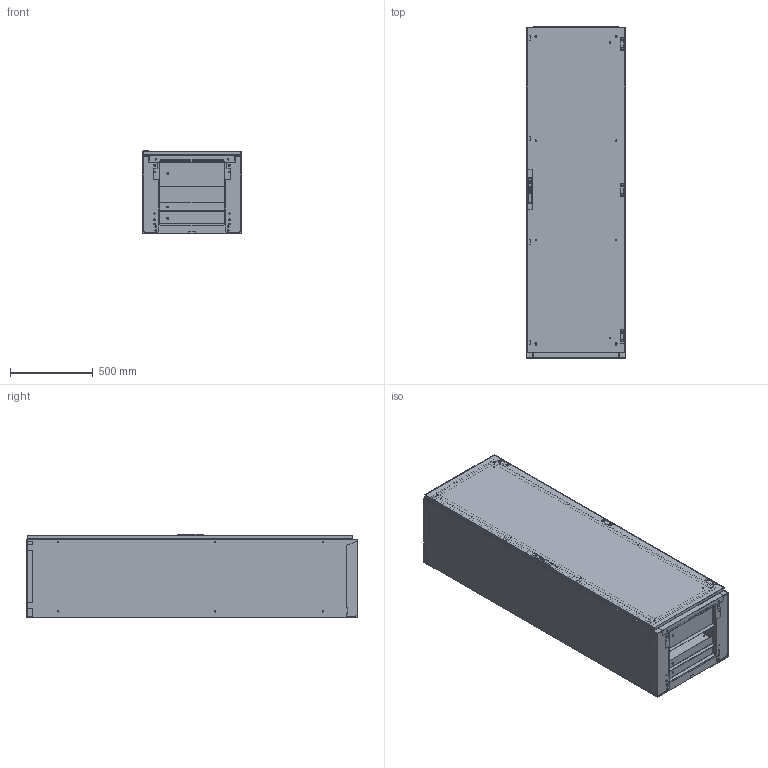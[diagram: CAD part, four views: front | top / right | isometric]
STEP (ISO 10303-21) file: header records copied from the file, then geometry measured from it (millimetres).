
FILE_DESCRIPTION (( 'STEP AP214' ), '1' );
FILE_NAME ('0390-6020-50-17.STEP', '2014-12-03T11:08:08', ( '' ), ( '' ), 'SwSTEP 2.0', 'SolidWorks 2014', '' );
FILE_SCHEMA (( 'AUTOMOTIVE_DESIGN' ));
Length unit declared in the file: millimetre
Products named in the file (19): 0390-6020-50-17; Bodenplatte vorne 0395 f黵 0390 (Modell) B600; Tragschiene oben rechts (Modell) T500; Montageplatte kpl 0348 (Modell) B600H2000; Arretierwinkel kpl rechts (Modell) 600; Arretierwinkel kpl links (Modell) 600; Rasthalterung kpl rechts (Modell) 600; Rasthalterung kpl links (Modell) 600; Montageplatte 0348 (Modell) B600H2000; Tragschiene oben links (Modell) T500; Dachwinkel vorn-hinten (Modell) B600; Tragschiene unten links (Modell) T500; Dachplatte 0390 (Modell) B600T500; Bodenblech vorn-hinten (Modell) B600; Tuere 0395 (Modell) B600H2000; Bodenplatte hinten 0395 f黵 0390 (Modell) B600; Tragschiene unten rechts (Modell) T500; Abwicklung kpl (Modell) B600H2000T500; Bodenplatte mitte 0395 f黵 0390 (Modell) B600
Assembly tree (18 placements, depth 3):
  0390-6020-50-17
    Abwicklung kpl (Modell) B600H2000T500
    Tragschiene unten rechts (Modell) T500
    Tuere 0395 (Modell) B600H2000
    Bodenblech vorn-hinten (Modell) B600
    Dachplatte 0390 (Modell) B600T500
    Tragschiene unten links (Modell) T500
    Dachwinkel vorn-hinten (Modell) B600
    Tragschiene oben links (Modell) T500
    Montageplatte kpl 0348 (Modell) B600H2000
      Montageplatte 0348 (Modell) B600H2000
      Rasthalterung kpl links (Modell) 600
      Rasthalterung kpl rechts (Modell) 600
      Arretierwinkel kpl links (Modell) 600
      Arretierwinkel kpl rechts (Modell) 600
    Tragschiene oben rechts (Modell) T500
    Bodenplatte vorne 0395 f黵 0390 (Modell) B600
    Bodenplatte mitte 0395 f黵 0390 (Modell) B600
    Bodenplatte hinten 0395 f黵 0390 (Modell) B600
Bounding box: 600 x 2006.5 x 507.5 mm (x, y, z)
Volume: 13810721.5 mm3; surface area: 14953962.2 mm2
Topology: 31 solids, 31 shells, 2543 faces, 6798 edges, 4505 vertices
Faces by surface type: plane 1327, cylinder 1162, cone 54
Entity records: 101483 total; most frequent: DIRECTION 14246, CARTESIAN_POINT 14129, ORIENTED_EDGE 13596, EDGE_CURVE 6798, AXIS2_PLACEMENT_3D 4958, VERTEX_POINT 4505, LINE 4330, VECTOR 4330
